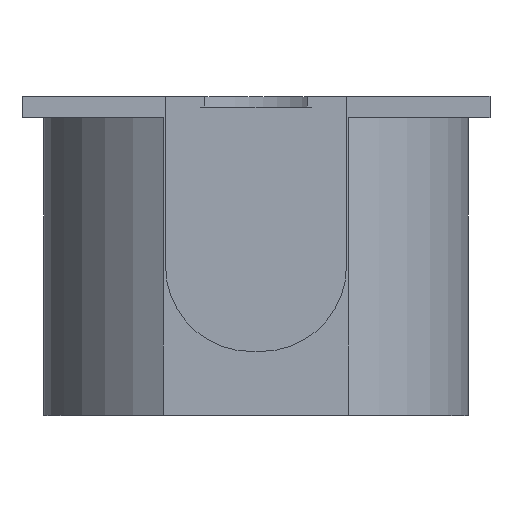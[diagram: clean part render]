
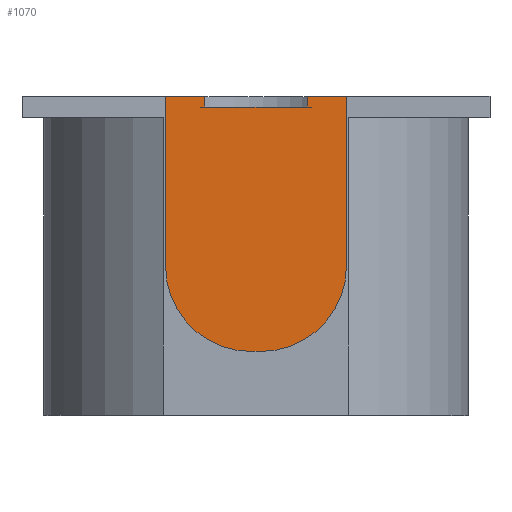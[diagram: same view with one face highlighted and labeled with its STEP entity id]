
A CAD part, top view. The second image highlights one B-rep face of the part: STEP entity #1070.
In plain terms, the highlighted planar face has unit normal (0, 0, 1).
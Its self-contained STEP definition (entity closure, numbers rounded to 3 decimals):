
#3 = CARTESIAN_POINT ( 'NONE',  ( -2.413, 15., 1. ) ) ;
#26 = DIRECTION ( 'NONE',  ( 0., 0., 1. ) ) ;
#41 = CARTESIAN_POINT ( 'NONE',  ( -0.25, 7., 1. ) ) ;
#42 = ORIENTED_EDGE ( 'NONE', *, *, #1294, .T. ) ;
#78 = PLANE ( 'NONE',  #1709 ) ;
#86 = CARTESIAN_POINT ( 'NONE',  ( -4.25, 15., 1. ) ) ;
#162 = LINE ( 'NONE', #1281, #1522 ) ;
#197 = LINE ( 'NONE', #453, #1486 ) ;
#200 = EDGE_CURVE ( 'NONE', #1059, #910, #197, .T. ) ;
#261 = VERTEX_POINT ( 'NONE', #1469 ) ;
#262 = CIRCLE ( 'NONE', #623, 4. ) ;
#295 = LINE ( 'NONE', #1123, #1675 ) ;
#296 = CARTESIAN_POINT ( 'NONE',  ( -4.25, 7., 1. ) ) ;
#298 = LINE ( 'NONE', #315, #872 ) ;
#313 = DIRECTION ( 'NONE',  ( -1., 0., 0. ) ) ;
#315 = CARTESIAN_POINT ( 'NONE',  ( -4.25, 3., 1. ) ) ;
#325 = LINE ( 'NONE', #581, #1594 ) ;
#355 = FACE_OUTER_BOUND ( 'NONE', #930, .T. ) ;
#358 = LINE ( 'NONE', #445, #1160 ) ;
#400 = CARTESIAN_POINT ( 'NONE',  ( 2.413, 14.5, 1. ) ) ;
#429 = CIRCLE ( 'NONE', #1679, 4. ) ;
#445 = CARTESIAN_POINT ( 'NONE',  ( -2.413, 14.5, 1. ) ) ;
#453 = CARTESIAN_POINT ( 'NONE',  ( -4.25, 14.5, 1. ) ) ;
#480 = CARTESIAN_POINT ( 'NONE',  ( -4.25, 15., 1. ) ) ;
#574 = VERTEX_POINT ( 'NONE', #296 ) ;
#581 = CARTESIAN_POINT ( 'NONE',  ( -4.25, 3., 1. ) ) ;
#595 = EDGE_CURVE ( 'NONE', #1624, #1795, #325, .T. ) ;
#601 = DIRECTION ( 'NONE',  ( 0., 1., 0. ) ) ;
#607 = CARTESIAN_POINT ( 'NONE',  ( 0.25, 3., 1. ) ) ;
#623 = AXIS2_PLACEMENT_3D ( 'NONE', #41, #1691, #1149 ) ;
#641 = ORIENTED_EDGE ( 'NONE', *, *, #595, .F. ) ;
#643 = LINE ( 'NONE', #480, #810 ) ;
#674 = ORIENTED_EDGE ( 'NONE', *, *, #200, .F. ) ;
#716 = DIRECTION ( 'NONE',  ( 0., 1., 0. ) ) ;
#810 = VECTOR ( 'NONE', #1300, 1000. ) ;
#816 = DIRECTION ( 'NONE',  ( 0., -1., 0. ) ) ;
#872 = VECTOR ( 'NONE', #716, 1000. ) ;
#910 = VERTEX_POINT ( 'NONE', #1530 ) ;
#920 = EDGE_CURVE ( 'NONE', #574, #1074, #298, .T. ) ;
#930 = EDGE_LOOP ( 'NONE', ( #674, #984, #42, #1742, #1033, #641, #1259, #1111, #1549, #1693 ) ) ;
#936 = VECTOR ( 'NONE', #816, 1000. ) ;
#941 = EDGE_CURVE ( 'NONE', #1624, #1387, #429, .T. ) ;
#975 = EDGE_CURVE ( 'NONE', #1387, #1718, #162, .T. ) ;
#984 = ORIENTED_EDGE ( 'NONE', *, *, #1579, .T. ) ;
#1006 = CARTESIAN_POINT ( 'NONE',  ( 4.25, 7., 1. ) ) ;
#1008 = CARTESIAN_POINT ( 'NONE',  ( 0.25, 7., 1. ) ) ;
#1013 = VERTEX_POINT ( 'NONE', #3 ) ;
#1033 = ORIENTED_EDGE ( 'NONE', *, *, #1614, .T. ) ;
#1059 = VERTEX_POINT ( 'NONE', #1325 ) ;
#1070 = ADVANCED_FACE ( 'NONE', ( #355 ), #78, .F. ) ;
#1074 = VERTEX_POINT ( 'NONE', #86 ) ;
#1077 = LINE ( 'NONE', #400, #936 ) ;
#1090 = EDGE_CURVE ( 'NONE', #1718, #261, #643, .T. ) ;
#1111 = ORIENTED_EDGE ( 'NONE', *, *, #975, .T. ) ;
#1123 = CARTESIAN_POINT ( 'NONE',  ( -4.25, 15., 1. ) ) ;
#1144 = DIRECTION ( 'NONE',  ( -1., 0., 0. ) ) ;
#1149 = DIRECTION ( 'NONE',  ( -1., 0., 0. ) ) ;
#1160 = VECTOR ( 'NONE', #1459, 1000. ) ;
#1259 = ORIENTED_EDGE ( 'NONE', *, *, #941, .T. ) ;
#1271 = DIRECTION ( 'NONE',  ( -1., 0., 0. ) ) ;
#1281 = CARTESIAN_POINT ( 'NONE',  ( 4.25, 3., 1. ) ) ;
#1294 = EDGE_CURVE ( 'NONE', #1013, #1074, #295, .T. ) ;
#1300 = DIRECTION ( 'NONE',  ( -1., 0., 0. ) ) ;
#1325 = CARTESIAN_POINT ( 'NONE',  ( -2.413, 14.5, 1. ) ) ;
#1387 = VERTEX_POINT ( 'NONE', #1006 ) ;
#1457 = CARTESIAN_POINT ( 'NONE',  ( 4.25, 15., 1. ) ) ;
#1459 = DIRECTION ( 'NONE',  ( 0., 1., 0. ) ) ;
#1469 = CARTESIAN_POINT ( 'NONE',  ( 2.413, 15., 1. ) ) ;
#1485 = CARTESIAN_POINT ( 'NONE',  ( -0.25, 3., 1. ) ) ;
#1486 = VECTOR ( 'NONE', #1678, 1000. ) ;
#1522 = VECTOR ( 'NONE', #601, 1000. ) ;
#1530 = CARTESIAN_POINT ( 'NONE',  ( 2.413, 14.5, 1. ) ) ;
#1549 = ORIENTED_EDGE ( 'NONE', *, *, #1090, .T. ) ;
#1579 = EDGE_CURVE ( 'NONE', #1059, #1013, #358, .T. ) ;
#1594 = VECTOR ( 'NONE', #1271, 1000. ) ;
#1596 = DIRECTION ( 'NONE',  ( -1., 0., 0. ) ) ;
#1614 = EDGE_CURVE ( 'NONE', #574, #1795, #262, .T. ) ;
#1624 = VERTEX_POINT ( 'NONE', #607 ) ;
#1675 = VECTOR ( 'NONE', #313, 1000. ) ;
#1678 = DIRECTION ( 'NONE',  ( 1., 0., 0. ) ) ;
#1679 = AXIS2_PLACEMENT_3D ( 'NONE', #1008, #26, #1144 ) ;
#1691 = DIRECTION ( 'NONE',  ( 0., 0., 1. ) ) ;
#1693 = ORIENTED_EDGE ( 'NONE', *, *, #1794, .T. ) ;
#1709 = AXIS2_PLACEMENT_3D ( 'NONE', #1715, #1722, #1596 ) ;
#1715 = CARTESIAN_POINT ( 'NONE',  ( -4.25, 3., 1. ) ) ;
#1718 = VERTEX_POINT ( 'NONE', #1457 ) ;
#1722 = DIRECTION ( 'NONE',  ( 0., 0., -1. ) ) ;
#1742 = ORIENTED_EDGE ( 'NONE', *, *, #920, .F. ) ;
#1794 = EDGE_CURVE ( 'NONE', #261, #910, #1077, .T. ) ;
#1795 = VERTEX_POINT ( 'NONE', #1485 ) ;
